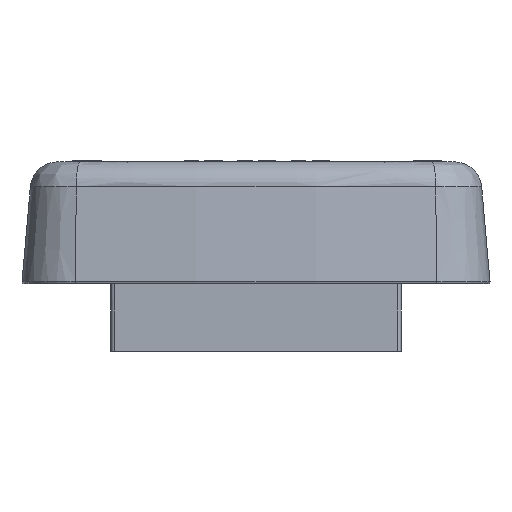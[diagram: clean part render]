
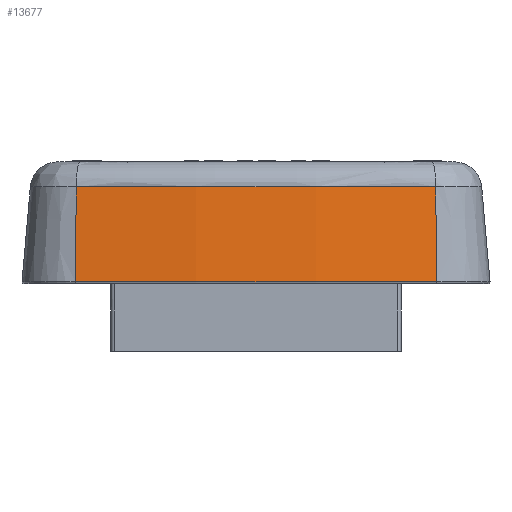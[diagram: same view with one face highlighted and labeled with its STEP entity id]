
A CAD part, left-side view. The second image highlights one B-rep face of the part: STEP entity #13677.
In plain terms, the highlighted conical face has half-angle 5 degrees and reference radius 182.518 mm.
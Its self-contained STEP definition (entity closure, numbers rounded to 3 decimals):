
#201=CONICAL_SURFACE('',#40433,182.518,5.);
#4945=LINE('',#61719,#9707);
#4946=LINE('',#61723,#9708);
#9707=VECTOR('',#50086,1.);
#9708=VECTOR('',#50091,1.);
#11726=FACE_OUTER_BOUND('',#17632,.T.);
#13677=ADVANCED_FACE('',(#11726),#201,.T.);
#17632=EDGE_LOOP('',(#28836,#28837,#28838,#28839));
#18157=CIRCLE('',#40413,182.003);
#18171=CIRCLE('',#40432,183.033);
#28836=ORIENTED_EDGE('',*,*,#37853,.F.);
#28837=ORIENTED_EDGE('',*,*,#37870,.T.);
#28838=ORIENTED_EDGE('',*,*,#37871,.F.);
#28839=ORIENTED_EDGE('',*,*,#37872,.F.);
#32507=VERTEX_POINT('',#61624);
#32508=VERTEX_POINT('',#61626);
#32516=VERTEX_POINT('',#61718);
#32517=VERTEX_POINT('',#61722);
#37853=EDGE_CURVE('',#32507,#32508,#18157,.T.);
#37870=EDGE_CURVE('',#32507,#32516,#4945,.T.);
#37871=EDGE_CURVE('',#32517,#32516,#18171,.T.);
#37872=EDGE_CURVE('',#32508,#32517,#4946,.T.);
#40413=AXIS2_PLACEMENT_3D('',#61625,#50047,#50048);
#40432=AXIS2_PLACEMENT_3D('',#61721,#50089,#50090);
#40433=AXIS2_PLACEMENT_3D('',#61724,#50092,#50093);
#50047=DIRECTION('',(0.,0.,1.));
#50048=DIRECTION('',(-0.992,0.123,0.));
#50086=DIRECTION('',(-0.086,0.011,-0.996));
#50089=DIRECTION('',(0.,0.,-1.));
#50090=DIRECTION('',(-0.992,-0.123,0.));
#50091=DIRECTION('',(-0.086,-0.011,-0.996));
#50092=DIRECTION('',(0.,0.,-1.));
#50093=DIRECTION('',(1.,0.,0.));
#61624=CARTESIAN_POINT('',(-72.382,22.297,11.396));
#61625=CARTESIAN_POINT('',(108.25,0.,11.396));
#61626=CARTESIAN_POINT('',(-72.382,-22.297,11.396));
#61718=CARTESIAN_POINT('',(-73.405,22.423,-0.383));
#61719=CARTESIAN_POINT('',(-72.382,22.297,11.396));
#61721=CARTESIAN_POINT('',(108.25,0.,-0.383));
#61722=CARTESIAN_POINT('',(-73.405,-22.423,-0.383));
#61723=CARTESIAN_POINT('',(-72.382,-22.297,11.396));
#61724=CARTESIAN_POINT('',(108.25,0.,5.507));
